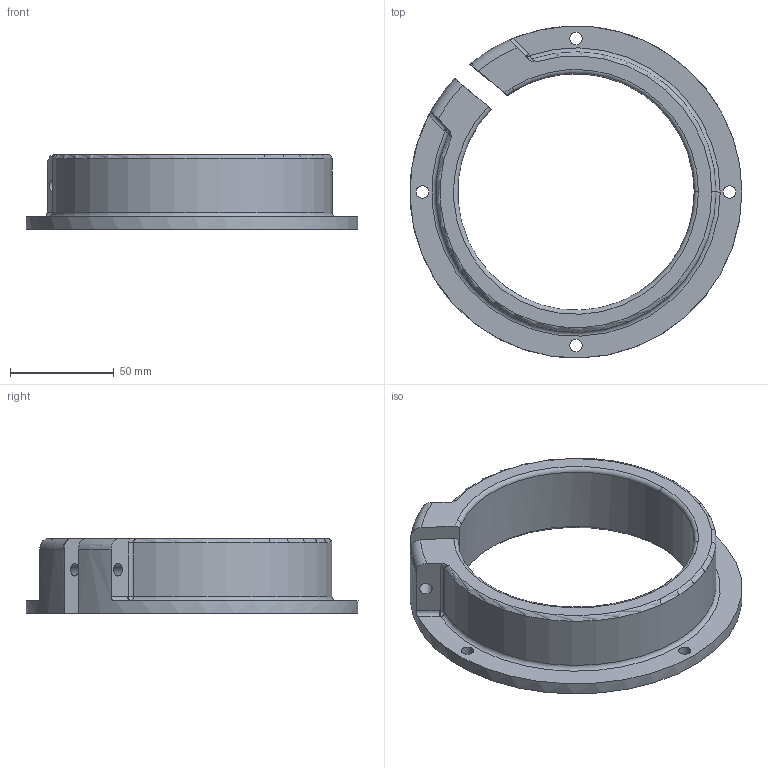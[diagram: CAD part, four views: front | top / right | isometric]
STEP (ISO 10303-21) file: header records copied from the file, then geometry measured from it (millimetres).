
FILE_DESCRIPTION(('FreeCAD Model'),'2;1');
FILE_NAME('Open CASCADE Shape Model','2025-03-28T13:40:28',(''),(''), 'Open CASCADE STEP processor 7.8','FreeCAD','Unknown');
FILE_SCHEMA(('AUTOMOTIVE_DESIGN { 1 0 10303 214 1 1 1 1 }'));
Length unit declared in the file: millimetre
Products named in the file (1): Body
Bounding box: 159.95 x 159.99 x 36 mm (x, y, z)
Volume: 190754.1 mm3; surface area: 49093.5 mm2
Topology: 1 solids, 1 shells, 38 faces, 108 edges, 71 vertices
Faces by surface type: cylinder 13, torus 9, plane 7, bspline 7, cone 2
Full cylindrical faces by diameter (mm): 6 x6
Entity records: 1964 total; most frequent: CARTESIAN_POINT 993, ORIENTED_EDGE 216, DIRECTION 188, EDGE_CURVE 108, AXIS2_PLACEMENT_3D 81, VERTEX_POINT 71, FACE_BOUND 49, EDGE_LOOP 49
